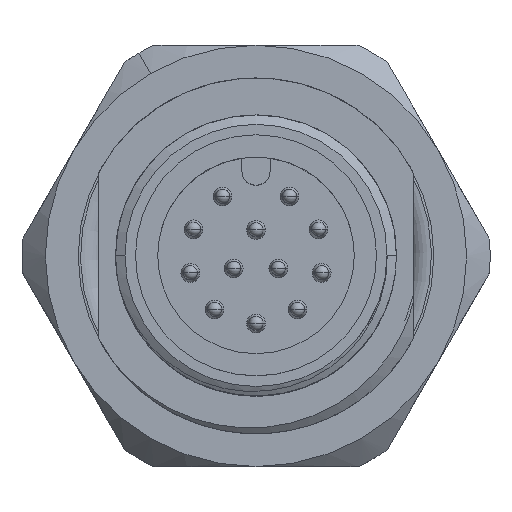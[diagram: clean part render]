
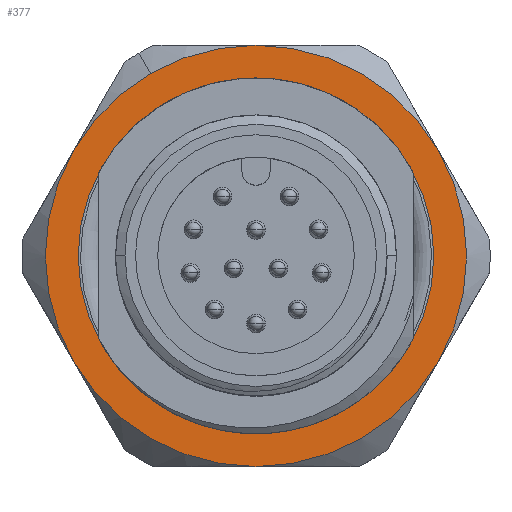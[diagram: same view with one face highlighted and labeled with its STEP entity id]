
A CAD part, top view. The second image highlights one B-rep face of the part: STEP entity #377.
In plain terms, the highlighted face is planar.
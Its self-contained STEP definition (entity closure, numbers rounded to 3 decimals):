
#377 = ADVANCED_FACE ( 'NONE', ( #846, #15915 ), #9945, .F. ) ;
#846 = FACE_OUTER_BOUND ( 'NONE', #7977, .T. ) ;
#931 = ORIENTED_EDGE ( 'NONE', *, *, #5342, .T. ) ;
#932 = ORIENTED_EDGE ( 'NONE', *, *, #5481, .T. ) ;
#933 = ORIENTED_EDGE ( 'NONE', *, *, #5447, .T. ) ;
#934 = ORIENTED_EDGE ( 'NONE', *, *, #5350, .T. ) ;
#935 = ORIENTED_EDGE ( 'NONE', *, *, #5443, .T. ) ;
#936 = ORIENTED_EDGE ( 'NONE', *, *, #5439, .T. ) ;
#937 = ORIENTED_EDGE ( 'NONE', *, *, #5474, .T. ) ;
#938 = ORIENTED_EDGE ( 'NONE', *, *, #5464, .T. ) ;
#939 = ORIENTED_EDGE ( 'NONE', *, *, #5457, .T. ) ;
#1817 = CIRCLE ( 'NONE', #7433, 7.6 ) ;
#1823 = CIRCLE ( 'NONE', #7430, 9. ) ;
#1834 = CIRCLE ( 'NONE', #7424, 9. ) ;
#1839 = CIRCLE ( 'NONE', #7418, 9. ) ;
#1849 = CIRCLE ( 'NONE', #7411, 9. ) ;
#1852 = CIRCLE ( 'NONE', #7408, 9. ) ;
#1860 = CIRCLE ( 'NONE', #7405, 9. ) ;
#2249 = CIRCLE ( 'NONE', #7351, 7.6 ) ;
#3191 = CARTESIAN_POINT ( 'NONE',  ( -7.6, 0., 0. ) ) ;
#3194 = CARTESIAN_POINT ( 'NONE',  ( 0., 9., 0. ) ) ;
#3195 = CARTESIAN_POINT ( 'NONE',  ( 9., 0., 0. ) ) ;
#3196 = CARTESIAN_POINT ( 'NONE',  ( -7.794, -4.5, 0. ) ) ;
#3198 = CARTESIAN_POINT ( 'NONE',  ( -7.794, 4.5, 0. ) ) ;
#3199 = CARTESIAN_POINT ( 'NONE',  ( 0., -9., 0. ) ) ;
#3202 = CARTESIAN_POINT ( 'NONE',  ( 7.794, 4.5, 0. ) ) ;
#3204 = CARTESIAN_POINT ( 'NONE',  ( 7.6, 0., 0. ) ) ;
#3232 = CARTESIAN_POINT ( 'NONE',  ( 7.794, -4.5, 0. ) ) ;
#3910 = CIRCLE ( 'NONE', #7355, 9. ) ;
#3922 = CARTESIAN_POINT ( 'NONE',  ( 0., 0., 0. ) ) ;
#3923 = DIRECTION ( 'NONE',  ( 0., 0., -1. ) ) ;
#3924 = DIRECTION ( 'NONE',  ( 1., 0., 0. ) ) ;
#3948 = CARTESIAN_POINT ( 'NONE',  ( 0., 0., 0. ) ) ;
#3949 = DIRECTION ( 'NONE',  ( 0., 0., -1. ) ) ;
#3950 = DIRECTION ( 'NONE',  ( 1., 0., 0. ) ) ;
#4020 = CARTESIAN_POINT ( 'NONE',  ( 0., 0., 0. ) ) ;
#4021 = DIRECTION ( 'NONE',  ( 0., 0., -1. ) ) ;
#4022 = DIRECTION ( 'NONE',  ( 1., 0., 0. ) ) ;
#4047 = CARTESIAN_POINT ( 'NONE',  ( 0., 0., 0. ) ) ;
#4048 = DIRECTION ( 'NONE',  ( 0., 0., 1. ) ) ;
#4049 = DIRECTION ( 'NONE',  ( 1., 0., 0. ) ) ;
#5342 = EDGE_CURVE ( 'NONE', #12433, #12435, #2249, .T. ) ;
#5350 = EDGE_CURVE ( 'NONE', #12376, #12518, #3910, .T. ) ;
#5439 = EDGE_CURVE ( 'NONE', #12359, #12420, #1860, .T. ) ;
#5443 = EDGE_CURVE ( 'NONE', #12420, #12376, #1852, .T. ) ;
#5447 = EDGE_CURVE ( 'NONE', #12518, #12412, #1849, .T. ) ;
#5457 = EDGE_CURVE ( 'NONE', #12412, #12386, #1839, .T. ) ;
#5464 = EDGE_CURVE ( 'NONE', #12386, #12396, #1834, .T. ) ;
#5474 = EDGE_CURVE ( 'NONE', #12396, #12359, #1823, .T. ) ;
#5481 = EDGE_CURVE ( 'NONE', #12435, #12433, #1817, .T. ) ;
#6767 = CARTESIAN_POINT ( 'NONE',  ( 0., 0., 0. ) ) ;
#6768 = DIRECTION ( 'NONE',  ( 0., 0., 1. ) ) ;
#6769 = DIRECTION ( 'NONE',  ( 1., 0., 0. ) ) ;
#6789 = CARTESIAN_POINT ( 'NONE',  ( 0., 0., 0. ) ) ;
#6790 = DIRECTION ( 'NONE',  ( 0., 0., -1. ) ) ;
#6791 = DIRECTION ( 'NONE',  ( 1., 0., 0. ) ) ;
#7029 = CARTESIAN_POINT ( 'NONE',  ( 0., 0., 0. ) ) ;
#7030 = DIRECTION ( 'NONE',  ( 0., 0., -1. ) ) ;
#7031 = DIRECTION ( 'NONE',  ( 1., 0., 0. ) ) ;
#7047 = CARTESIAN_POINT ( 'NONE',  ( 0., 0., 0. ) ) ;
#7048 = DIRECTION ( 'NONE',  ( 0., 0., -1. ) ) ;
#7049 = DIRECTION ( 'NONE',  ( 1., 0., 0. ) ) ;
#7064 = CARTESIAN_POINT ( 'NONE',  ( 0., 0., 0. ) ) ;
#7065 = DIRECTION ( 'NONE',  ( 0., 0., -1. ) ) ;
#7066 = DIRECTION ( 'NONE',  ( 1., 0., 0. ) ) ;
#7254 = AXIS2_PLACEMENT_3D ( 'NONE', #9942, #9947, #9948 ) ;
#7351 = AXIS2_PLACEMENT_3D ( 'NONE', #6767, #6768, #6769 ) ;
#7355 = AXIS2_PLACEMENT_3D ( 'NONE', #6789, #6790, #6791 ) ;
#7405 = AXIS2_PLACEMENT_3D ( 'NONE', #7029, #7030, #7031 ) ;
#7408 = AXIS2_PLACEMENT_3D ( 'NONE', #7047, #7048, #7049 ) ;
#7411 = AXIS2_PLACEMENT_3D ( 'NONE', #7064, #7065, #7066 ) ;
#7418 = AXIS2_PLACEMENT_3D ( 'NONE', #3922, #3923, #3924 ) ;
#7424 = AXIS2_PLACEMENT_3D ( 'NONE', #3948, #3949, #3950 ) ;
#7430 = AXIS2_PLACEMENT_3D ( 'NONE', #4020, #4021, #4022 ) ;
#7433 = AXIS2_PLACEMENT_3D ( 'NONE', #4047, #4048, #4049 ) ;
#7977 = EDGE_LOOP ( 'NONE', ( #939, #938, #937, #936, #935, #934, #933 ) ) ;
#7988 = EDGE_LOOP ( 'NONE', ( #932, #931 ) ) ;
#9942 = CARTESIAN_POINT ( 'NONE',  ( 0., 0., 0. ) ) ;
#9945 = PLANE ( 'NONE',  #7254 ) ;
#9947 = DIRECTION ( 'NONE',  ( 0., 0., 1. ) ) ;
#9948 = DIRECTION ( 'NONE',  ( 1., 0., 0. ) ) ;
#12359 = VERTEX_POINT ( 'NONE', #3194 ) ;
#12376 = VERTEX_POINT ( 'NONE', #3195 ) ;
#12386 = VERTEX_POINT ( 'NONE', #3196 ) ;
#12396 = VERTEX_POINT ( 'NONE', #3198 ) ;
#12412 = VERTEX_POINT ( 'NONE', #3199 ) ;
#12420 = VERTEX_POINT ( 'NONE', #3202 ) ;
#12433 = VERTEX_POINT ( 'NONE', #3191 ) ;
#12435 = VERTEX_POINT ( 'NONE', #3204 ) ;
#12518 = VERTEX_POINT ( 'NONE', #3232 ) ;
#15915 = FACE_BOUND ( 'NONE', #7988, .T. ) ;
